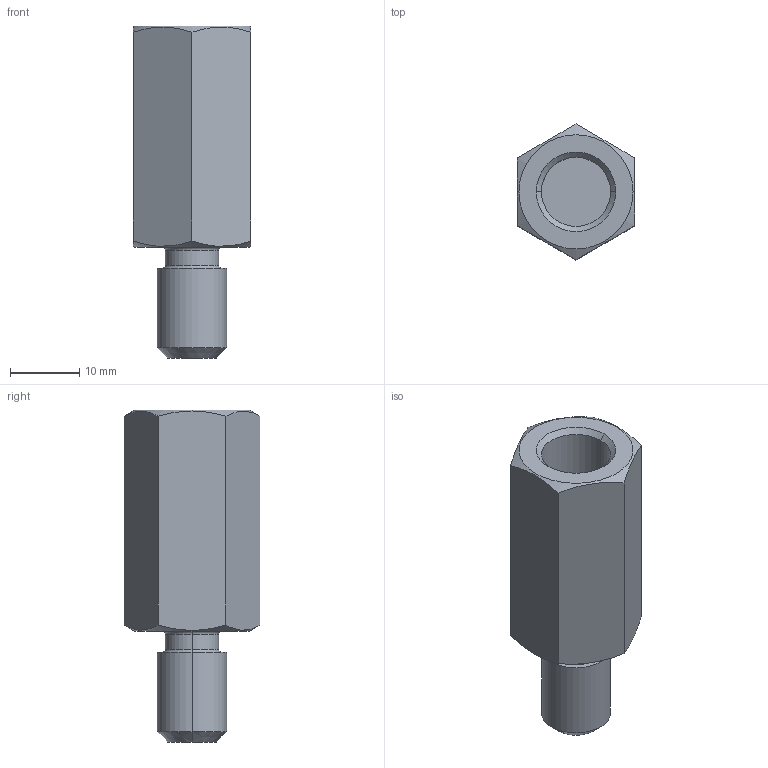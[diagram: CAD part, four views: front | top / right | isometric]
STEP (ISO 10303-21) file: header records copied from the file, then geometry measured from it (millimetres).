
FILE_DESCRIPTION (( 'STEP AP203' ), '1' );
FILE_NAME ('bj610-10032-sus.STEP', '2021-10-24T23:56:30', ( '' ), ( '' ), 'SwSTEP 2.0', 'SolidWorks 2020', '' );
FILE_SCHEMA (( 'CONFIG_CONTROL_DESIGN' ));
Length unit declared in the file: millimetre
Products named in the file (1): bj610-10032-sus
Bounding box: 17 x 19.63 x 48 mm (x, y, z)
Volume: 7540.2 mm3; surface area: 3470.1 mm2
Topology: 1 solids, 1 shells, 29 faces, 64 edges, 40 vertices
Faces by surface type: plane 11, cone 8, cylinder 6, torus 4
Entity records: 975 total; most frequent: CARTESIAN_POINT 262, DIRECTION 136, ORIENTED_EDGE 128, EDGE_CURVE 64, AXIS2_PLACEMENT_3D 58, VERTEX_POINT 40, EDGE_LOOP 32, ADVANCED_FACE 29
